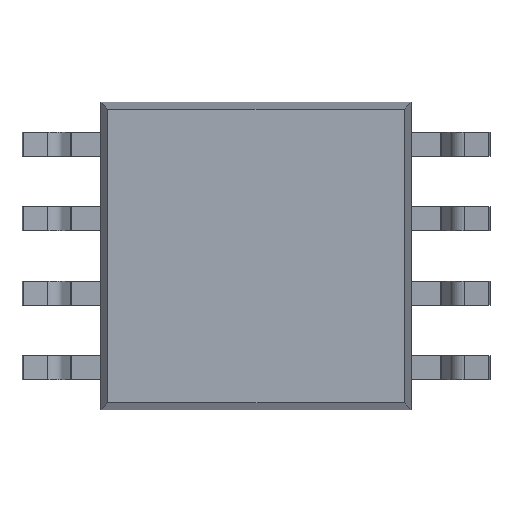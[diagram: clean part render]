
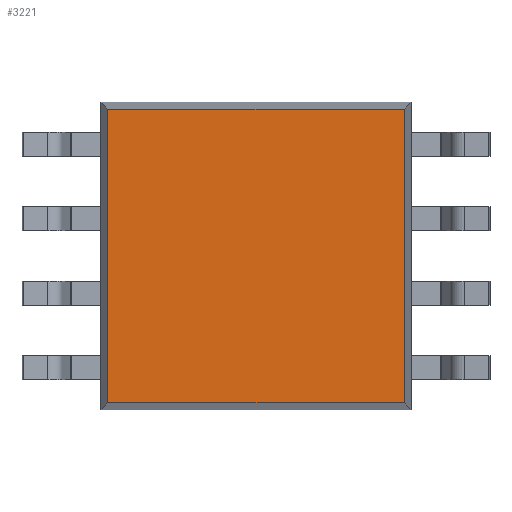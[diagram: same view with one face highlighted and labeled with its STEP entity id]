
A CAD part, front view. The second image highlights one B-rep face of the part: STEP entity #3221.
In plain terms, the highlighted planar face has unit normal (0, -1, 0).
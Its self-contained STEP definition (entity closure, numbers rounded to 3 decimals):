
#65 = FACE_OUTER_BOUND ( 'NONE', #275, .T. ) ;
#104 = CARTESIAN_POINT ( 'NONE',  ( 0., 0.25, 0. ) ) ;
#275 = EDGE_LOOP ( 'NONE', ( #343, #625, #1337, #849 ) ) ;
#343 = ORIENTED_EDGE ( 'NONE', *, *, #3750, .T. ) ;
#564 = EDGE_CURVE ( 'NONE', #2524, #2664, #3728, .T. ) ;
#571 = VECTOR ( 'NONE', #2587, 1000. ) ;
#625 = ORIENTED_EDGE ( 'NONE', *, *, #564, .T. ) ;
#849 = ORIENTED_EDGE ( 'NONE', *, *, #3437, .T. ) ;
#873 = CARTESIAN_POINT ( 'NONE',  ( 2.645, 0.25, 2.503 ) ) ;
#957 = DIRECTION ( 'NONE',  ( 0., 0., 1. ) ) ;
#1064 = CARTESIAN_POINT ( 'NONE',  ( -2.528, 0.25, 2.503 ) ) ;
#1337 = ORIENTED_EDGE ( 'NONE', *, *, #3493, .T. ) ;
#1425 = LINE ( 'NONE', #3773, #571 ) ;
#1436 = CARTESIAN_POINT ( 'NONE',  ( -2.528, 0.25, 2.62 ) ) ;
#1597 = VECTOR ( 'NONE', #957, 1000. ) ;
#1656 = DIRECTION ( 'NONE',  ( 0., 0., -1. ) ) ;
#1683 = PLANE ( 'NONE',  #3405 ) ;
#1968 = CARTESIAN_POINT ( 'NONE',  ( -2.528, 0.25, -2.503 ) ) ;
#2067 = CARTESIAN_POINT ( 'NONE',  ( 2.528, 0.25, -2.503 ) ) ;
#2524 = VERTEX_POINT ( 'NONE', #2067 ) ;
#2577 = DIRECTION ( 'NONE',  ( 0., -1., 0. ) ) ;
#2587 = DIRECTION ( 'NONE',  ( 1., 0., 0. ) ) ;
#2664 = VERTEX_POINT ( 'NONE', #4006 ) ;
#2894 = VERTEX_POINT ( 'NONE', #1968 ) ;
#3034 = LINE ( 'NONE', #873, #3169 ) ;
#3169 = VECTOR ( 'NONE', #3372, 1000. ) ;
#3221 = ADVANCED_FACE ( 'NONE', ( #65 ), #1683, .T. ) ;
#3292 = VERTEX_POINT ( 'NONE', #1064 ) ;
#3372 = DIRECTION ( 'NONE',  ( -1., 0., 0. ) ) ;
#3405 = AXIS2_PLACEMENT_3D ( 'NONE', #104, #2577, #1656 ) ;
#3437 = EDGE_CURVE ( 'NONE', #3292, #2894, #3976, .T. ) ;
#3450 = CARTESIAN_POINT ( 'NONE',  ( 2.528, 0.25, -2.62 ) ) ;
#3493 = EDGE_CURVE ( 'NONE', #2664, #3292, #3034, .T. ) ;
#3670 = VECTOR ( 'NONE', #3945, 1000. ) ;
#3728 = LINE ( 'NONE', #3450, #1597 ) ;
#3750 = EDGE_CURVE ( 'NONE', #2894, #2524, #1425, .T. ) ;
#3773 = CARTESIAN_POINT ( 'NONE',  ( -2.645, 0.25, -2.503 ) ) ;
#3945 = DIRECTION ( 'NONE',  ( 0., 0., -1. ) ) ;
#3976 = LINE ( 'NONE', #1436, #3670 ) ;
#4006 = CARTESIAN_POINT ( 'NONE',  ( 2.528, 0.25, 2.503 ) ) ;
